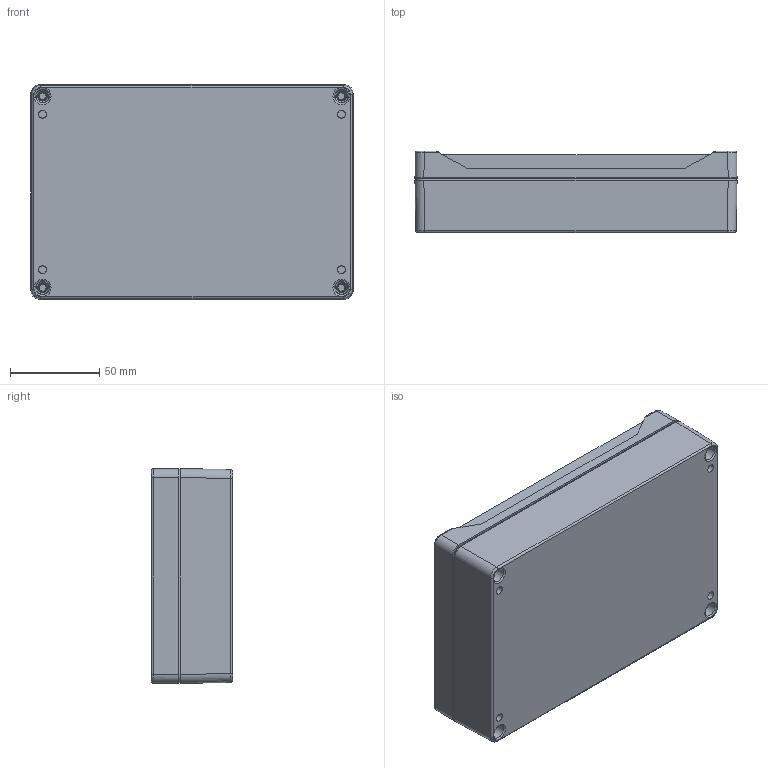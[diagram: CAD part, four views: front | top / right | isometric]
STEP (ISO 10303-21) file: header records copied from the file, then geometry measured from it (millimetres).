
FILE_DESCRIPTION(/* description */ (''),/* implementation_level */ '2;1');
FILE_NAME(/* name */ '1555HL.stp',/* time_stamp */ '2020-06-24T10:37:21-04:00',/* author */ ('mbeerman'),/* organization */ (''),/* preprocessor_version */ 'ST-DEVELOPER v18.1',/* originating_system */ 'Autodesk Inventor 2020',/* authorisation */ '');
FILE_SCHEMA (('AUTOMOTIVE_DESIGN { 1 0 10303 214 3 1 1 }'));
Products named in the file (7): Assembly H; 1554HL Box; lid H_T1; SC576 (screw M4-0.7X 20mm PN); Insert; Insert_1; 1554H-T GASKET
Assembly tree (15 placements, depth 2):
  Assembly H
    1554HL Box
    lid H_T1
    SC576 (screw M4-0.7X 20mm PN)  x4
    Insert  x4
    Insert_1  x4
    1554H-T GASKET
Bounding box: 180.07 x 45.55 x 120.07 mm (x, y, z)
Volume: 219460.5 mm3; surface area: 156934.2 mm2
Topology: 15 solids, 15 shells, 1878 faces, 5015 edges, 3305 vertices
Faces by surface type: plane 658, bspline 594, cylinder 332, cone 206, torus 72, sphere 16
Full cylindrical faces by diameter (mm): 2 x4, 2.464 x4, 3.251 x4, 3.43 x4, 3.5 x4, 3.81 x12, 3.88 x4, 3.912 x4, 4.6 x4, 5.334 x4, 5.537 x8, 6 x4, 6.35 x8, 10 x1
Entity records: 52858 total; most frequent: CARTESIAN_POINT 21687, ORIENTED_EDGE 6938, DIRECTION 5562, EDGE_CURVE 3469, VERTEX_POINT 2255, AXIS2_PLACEMENT_3D 1982, LINE 1598, VECTOR 1598
